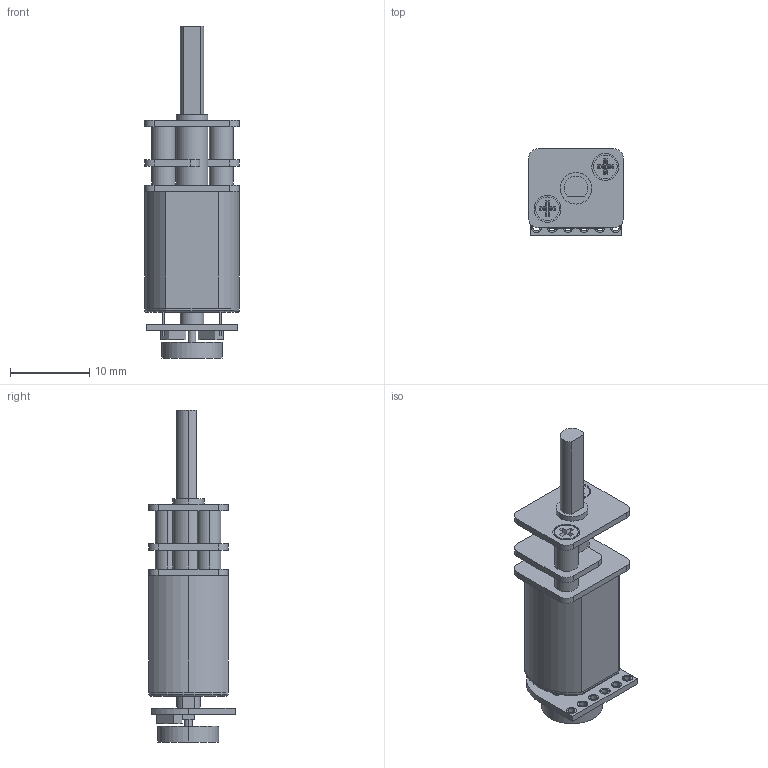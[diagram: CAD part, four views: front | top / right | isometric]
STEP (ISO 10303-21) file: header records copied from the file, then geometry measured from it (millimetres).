
FILE_DESCRIPTION (( 'STEP AP214' ), '1' );
FILE_NAME ('motor_encoder.STEP', '2022-08-12T13:08:16', ( '' ), ( '' ), 'SwSTEP 2.0', 'SolidWorks 2022', '' );
FILE_SCHEMA (( 'AUTOMOTIVE_DESIGN' ));
Length unit declared in the file: millimetre
Products named in the file (3): motorn20; motor_encoder; encoder
Assembly tree (2 placements, depth 2):
  motor_encoder
    encoder
    motorn20
Bounding box: 12 x 10.9 x 41.94 mm (x, y, z)
Volume: 2308.5 mm3; surface area: 2254.7 mm2
Topology: 8 solids, 8 shells, 193 faces, 482 edges, 331 vertices
Faces by surface type: plane 117, cylinder 73, torus 3
Entity records: 7881 total; most frequent: DIRECTION 1062, CARTESIAN_POINT 1031, ORIENTED_EDGE 964, EDGE_CURVE 482, AXIS2_PLACEMENT_3D 386, VERTEX_POINT 331, VECTOR 290, LINE 290
